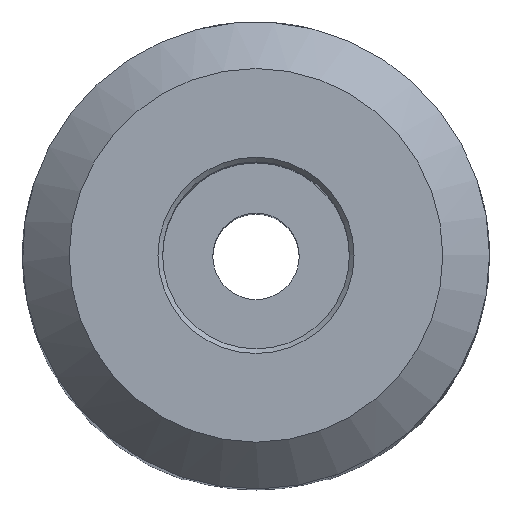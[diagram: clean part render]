
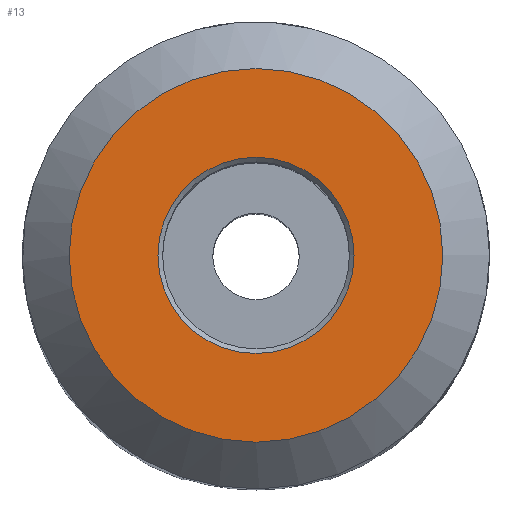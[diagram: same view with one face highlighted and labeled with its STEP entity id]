
A CAD part, top view. The second image highlights one B-rep face of the part: STEP entity #13.
In plain terms, the highlighted planar face has unit normal (0, 0, 1).
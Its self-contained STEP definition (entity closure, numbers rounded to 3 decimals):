
#12 = FACE_BOUND ( 'NONE', #558, .T. ) ;
#13 = ADVANCED_FACE ( 'NONE', ( #12, #396 ), #403, .T. ) ;
#26 = CARTESIAN_POINT ( 'NONE',  ( 4.2, 0., 65. ) ) ;
#67 = ORIENTED_EDGE ( 'NONE', *, *, #816, .T. ) ;
#69 = AXIS2_PLACEMENT_3D ( 'NONE', #267, #922, #79 ) ;
#79 = DIRECTION ( 'NONE',  ( 1., 0., 0. ) ) ;
#93 = DIRECTION ( 'NONE',  ( 0., 0., 1. ) ) ;
#128 = CARTESIAN_POINT ( 'NONE',  ( 0., 0., 65. ) ) ;
#267 = CARTESIAN_POINT ( 'NONE',  ( 0., 0., 65. ) ) ;
#290 = DIRECTION ( 'NONE',  ( 0., 0., -1. ) ) ;
#381 = AXIS2_PLACEMENT_3D ( 'NONE', #128, #290, #625 ) ;
#396 = FACE_OUTER_BOUND ( 'NONE', #1085, .T. ) ;
#403 = PLANE ( 'NONE',  #69 ) ;
#447 = CARTESIAN_POINT ( 'NONE',  ( 8., 0., 65. ) ) ;
#558 = EDGE_LOOP ( 'NONE', ( #67 ) ) ;
#625 = DIRECTION ( 'NONE',  ( 1., 0., 0. ) ) ;
#647 = EDGE_CURVE ( 'NONE', #952, #952, #1082, .T. ) ;
#649 = CIRCLE ( 'NONE', #381, 4.2 ) ;
#670 = DIRECTION ( 'NONE',  ( 1., 0., 0. ) ) ;
#686 = CARTESIAN_POINT ( 'NONE',  ( 0., 0., 65. ) ) ;
#788 = AXIS2_PLACEMENT_3D ( 'NONE', #686, #93, #670 ) ;
#816 = EDGE_CURVE ( 'NONE', #963, #963, #649, .T. ) ;
#826 = ORIENTED_EDGE ( 'NONE', *, *, #647, .T. ) ;
#922 = DIRECTION ( 'NONE',  ( 0., 0., 1. ) ) ;
#952 = VERTEX_POINT ( 'NONE', #447 ) ;
#963 = VERTEX_POINT ( 'NONE', #26 ) ;
#1082 = CIRCLE ( 'NONE', #788, 8. ) ;
#1085 = EDGE_LOOP ( 'NONE', ( #826 ) ) ;
